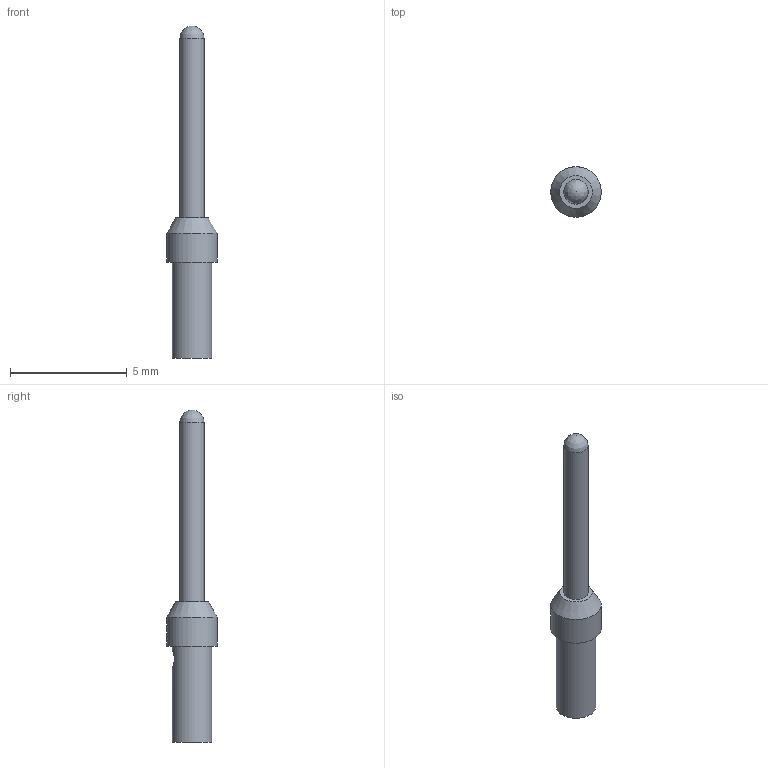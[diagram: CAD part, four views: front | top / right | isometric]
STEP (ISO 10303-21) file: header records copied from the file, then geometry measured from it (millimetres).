
FILE_DESCRIPTION(/* description */ (''),/* implementation_level */ '2;1');
FILE_NAME(/* name */ '100615146ugm000_b.stp',/* time_stamp */ '2017-12-08T10:40:23+01:00',/* author */ (''),/* organization */ (''),/* preprocessor_version */ 'ST-DEVELOPER v16',/* originating_system */ 'SIEMENS PLM Software NX 10.0',/* authorisation */ '');
FILE_SCHEMA (('AUTOMOTIVE_DESIGN { 1 0 10303 214 3 1 1 1 }'));
Length unit declared in the file: millimetre
Products named in the file (1): 100615146ugm000_b
Bounding box: 2.16 x 2.16 x 14.2 mm (x, y, z)
Volume: 17.8 mm3; surface area: 80.3 mm2
Topology: 1 solids, 1 shells, 16 faces, 52 edges, 40 vertices
Faces by surface type: cylinder 9, plane 3, cone 3, bspline 1
Full cylindrical faces by diameter (mm): 0.75 x1, 1.04 x1, 1.13 x1, 1.69 x1, 2.16 x1
Entity records: 689 total; most frequent: CARTESIAN_POINT 187, DIRECTION 62, ORIENTED_EDGE 56, EDGE_LOOP 32, FACE_BOUND 30, VERTEX_POINT 30, EDGE_CURVE 28, AXIS2_PLACEMENT_3D 28
